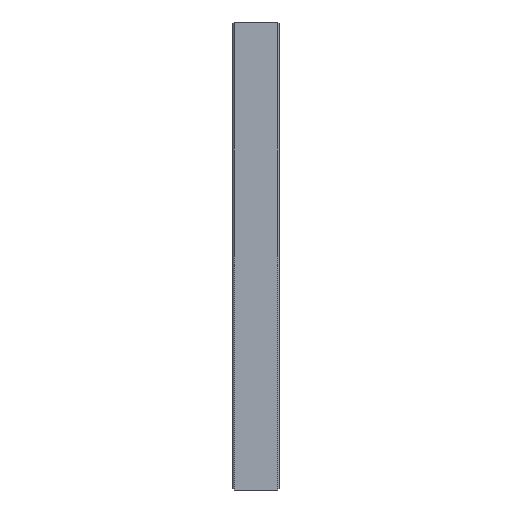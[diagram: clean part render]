
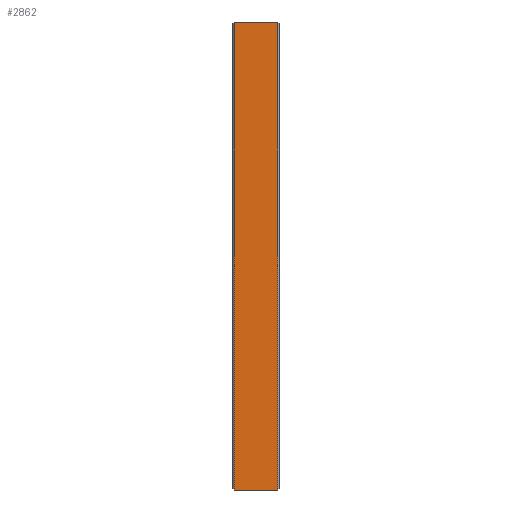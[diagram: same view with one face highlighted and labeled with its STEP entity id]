
A CAD part, left-side view. The second image highlights one B-rep face of the part: STEP entity #2862.
In plain terms, the highlighted planar face has unit normal (-1, 0, 0).
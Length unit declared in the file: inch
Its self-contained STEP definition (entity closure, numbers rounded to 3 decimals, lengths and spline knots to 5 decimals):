
#72 = DIRECTION ( 'NONE',  ( 0., 0., -1. ) ) ;
#118 = LINE ( 'NONE', #2506, #2607 ) ;
#243 = LINE ( 'NONE', #300, #1915 ) ;
#300 = CARTESIAN_POINT ( 'NONE',  ( -1.9, 0.01, 1.25 ) ) ;
#347 = DIRECTION ( 'NONE',  ( 1., 0., 0. ) ) ;
#533 = ORIENTED_EDGE ( 'NONE', *, *, #2885, .T. ) ;
#590 = EDGE_CURVE ( 'NONE', #1759, #1369, #118, .T. ) ;
#597 = CARTESIAN_POINT ( 'NONE',  ( -1.9, 0.25, 1.25 ) ) ;
#614 = EDGE_CURVE ( 'NONE', #888, #3326, #1719, .T. ) ;
#739 = VECTOR ( 'NONE', #1711, 39.37008 ) ;
#877 = CARTESIAN_POINT ( 'NONE',  ( -1.9, 0.01, -1.25 ) ) ;
#888 = VERTEX_POINT ( 'NONE', #2663 ) ;
#1193 = DIRECTION ( 'NONE',  ( 0., -1., 0. ) ) ;
#1214 = ORIENTED_EDGE ( 'NONE', *, *, #1520, .T. ) ;
#1369 = VERTEX_POINT ( 'NONE', #2058 ) ;
#1469 = EDGE_LOOP ( 'NONE', ( #1838, #1214, #2840, #533 ) ) ;
#1520 = EDGE_CURVE ( 'NONE', #3326, #1369, #243, .T. ) ;
#1613 = FACE_OUTER_BOUND ( 'NONE', #1469, .T. ) ;
#1651 = PLANE ( 'NONE',  #3329 ) ;
#1711 = DIRECTION ( 'NONE',  ( 0., -1., 0. ) ) ;
#1719 = LINE ( 'NONE', #3304, #739 ) ;
#1759 = VERTEX_POINT ( 'NONE', #2270 ) ;
#1838 = ORIENTED_EDGE ( 'NONE', *, *, #614, .T. ) ;
#1915 = VECTOR ( 'NONE', #2976, 39.37008 ) ;
#1917 = CARTESIAN_POINT ( 'NONE',  ( -1.9, 0.24, 1.25 ) ) ;
#2058 = CARTESIAN_POINT ( 'NONE',  ( -1.9, 0.01, 1.25 ) ) ;
#2178 = DIRECTION ( 'NONE',  ( 0., 0., -1. ) ) ;
#2270 = CARTESIAN_POINT ( 'NONE',  ( -1.9, 0.24, 1.25 ) ) ;
#2402 = VECTOR ( 'NONE', #72, 39.37008 ) ;
#2450 = LINE ( 'NONE', #1917, #2402 ) ;
#2506 = CARTESIAN_POINT ( 'NONE',  ( -1.9, 0.25, 1.25 ) ) ;
#2607 = VECTOR ( 'NONE', #1193, 39.37008 ) ;
#2663 = CARTESIAN_POINT ( 'NONE',  ( -1.9, 0.24, -1.25 ) ) ;
#2840 = ORIENTED_EDGE ( 'NONE', *, *, #590, .F. ) ;
#2862 = ADVANCED_FACE ( 'NONE', ( #1613 ), #1651, .F. ) ;
#2885 = EDGE_CURVE ( 'NONE', #1759, #888, #2450, .T. ) ;
#2976 = DIRECTION ( 'NONE',  ( 0., 0., 1. ) ) ;
#3304 = CARTESIAN_POINT ( 'NONE',  ( -1.9, 0.25, -1.25 ) ) ;
#3326 = VERTEX_POINT ( 'NONE', #877 ) ;
#3329 = AXIS2_PLACEMENT_3D ( 'NONE', #597, #347, #2178 ) ;
